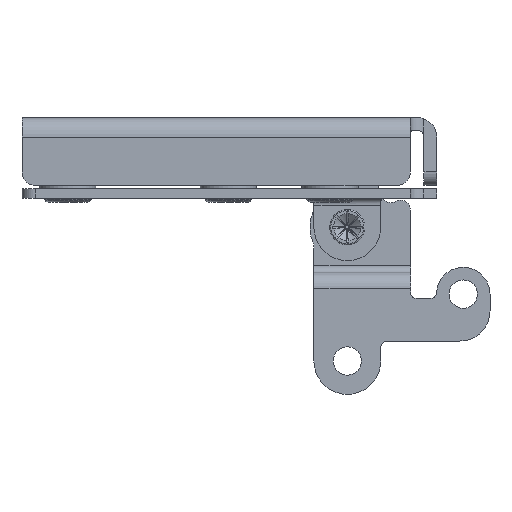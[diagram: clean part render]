
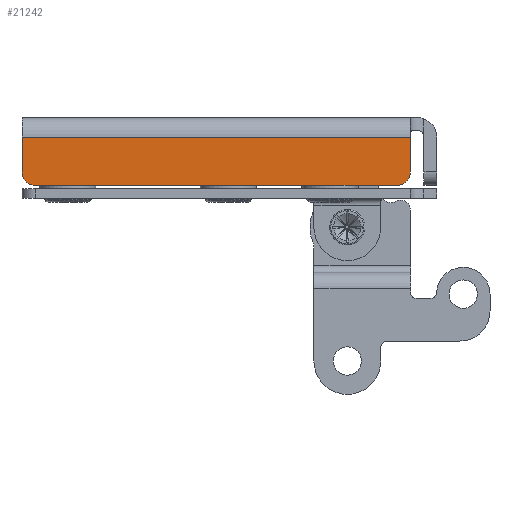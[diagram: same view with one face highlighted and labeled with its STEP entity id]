
A CAD part, front view. The second image highlights one B-rep face of the part: STEP entity #21242.
In plain terms, the highlighted planar face has unit normal (0, -1, 0).
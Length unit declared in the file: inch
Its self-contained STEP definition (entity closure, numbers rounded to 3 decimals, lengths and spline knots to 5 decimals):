
#20610=CARTESIAN_POINT('',(2.452,-0.65126,0.4825));
#20611=VERTEX_POINT('',#20610);
#20619=CARTESIAN_POINT('',(2.452,-0.65126,0.1565));
#20620=VERTEX_POINT('',#20619);
#20621=CARTESIAN_POINT('',(2.452,-0.65126,0.4825));
#20622=DIRECTION('',(0.0,0.0,-1.0));
#20623=VECTOR('',#20622,0.326);
#20624=LINE('',#20621,#20623);
#20625=EDGE_CURVE('',#20611,#20620,#20624,.T.);
#21093=CARTESIAN_POINT('',(2.327,-0.65126,0.0315));
#21094=VERTEX_POINT('',#21093);
#21095=CARTESIAN_POINT('',(2.327,-0.65126,0.1565));
#21096=DIRECTION('',(0.,1.0,0.));
#21097=DIRECTION('',(0.707,0.,-0.707));
#21098=AXIS2_PLACEMENT_3D('',#21095,#21096,#21097);
#21099=CIRCLE('',#21098,0.125);
#21100=EDGE_CURVE('',#20620,#21094,#21099,.T.);
#21157=CARTESIAN_POINT('',(-1.053,-0.65126,0.0315));
#21158=VERTEX_POINT('',#21157);
#21159=CARTESIAN_POINT('',(-1.178,-0.65126,0.1565));
#21160=VERTEX_POINT('',#21159);
#21161=CARTESIAN_POINT('',(-1.053,-0.65126,0.1565));
#21162=DIRECTION('',(0.,1.0,0.));
#21163=DIRECTION('',(-0.707,0.,-0.707));
#21164=AXIS2_PLACEMENT_3D('',#21161,#21162,#21163);
#21165=CIRCLE('',#21164,0.125);
#21166=EDGE_CURVE('',#21158,#21160,#21165,.T.);
#21200=CARTESIAN_POINT('',(-1.178,-0.65126,0.4825));
#21201=VERTEX_POINT('',#21200);
#21202=CARTESIAN_POINT('',(-1.178,-0.65126,0.4825));
#21203=DIRECTION('',(0.0,0.0,-1.0));
#21204=VECTOR('',#21203,0.326);
#21205=LINE('',#21202,#21204);
#21206=EDGE_CURVE('',#21201,#21160,#21205,.T.);
#21219=CARTESIAN_POINT('',(-1.178,-0.65126,0.6646));
#21220=DIRECTION('',(0.0,-1.0,0.0));
#21221=DIRECTION('',(0.0,0.0,-1.0));
#21222=AXIS2_PLACEMENT_3D('',#21219,#21220,#21221);
#21223=PLANE('',#21222);
#21224=ORIENTED_EDGE('',*,*,#21100,.F.);
#21225=ORIENTED_EDGE('',*,*,#20625,.F.);
#21226=CARTESIAN_POINT('',(-1.178,-0.65126,0.4825));
#21227=DIRECTION('',(1.0,0.0,0.0));
#21228=VECTOR('',#21227,3.63);
#21229=LINE('',#21226,#21228);
#21230=EDGE_CURVE('',#21201,#20611,#21229,.T.);
#21231=ORIENTED_EDGE('',*,*,#21230,.F.);
#21232=ORIENTED_EDGE('',*,*,#21206,.T.);
#21233=ORIENTED_EDGE('',*,*,#21166,.F.);
#21234=CARTESIAN_POINT('',(-1.053,-0.65126,0.0315));
#21235=DIRECTION('',(1.0,0.0,0.0));
#21236=VECTOR('',#21235,3.38);
#21237=LINE('',#21234,#21236);
#21238=EDGE_CURVE('',#21158,#21094,#21237,.T.);
#21239=ORIENTED_EDGE('',*,*,#21238,.T.);
#21240=EDGE_LOOP('',(#21224,#21225,#21231,#21232,#21233,#21239));
#21241=FACE_OUTER_BOUND('',#21240,.T.);
#21242=ADVANCED_FACE('',(#21241),#21223,.T.);
